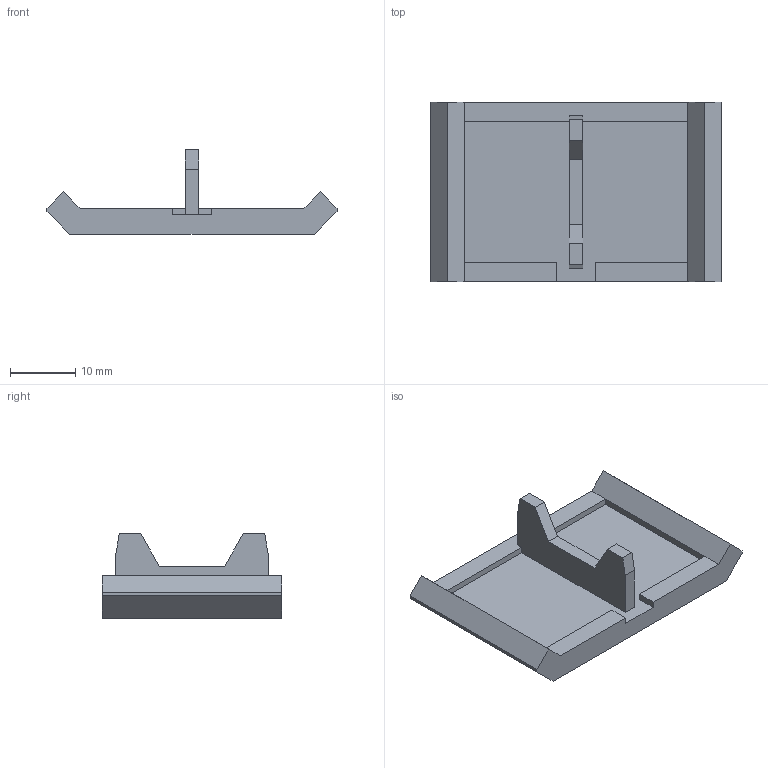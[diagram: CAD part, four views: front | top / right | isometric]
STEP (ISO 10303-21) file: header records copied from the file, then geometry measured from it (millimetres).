
FILE_DESCRIPTION (( 'STEP AP214' ), '1' );
FILE_NAME ('7266002', '2019-01-30T09:02:43', ( '' ), ('JUGARD+KÜNSTNER GmbH'), 'SwSTEP 2.0', 'SolidWorks 2017', '' );
FILE_SCHEMA (( 'AUTOMOTIVE_DESIGN' ));
Length unit declared in the file: millimetre
Products named in the file (1): 7266002
Bounding box: 44.6 x 27.6 x 13 mm (x, y, z)
Volume: 4515.3 mm3; surface area: 3529.8 mm2
Topology: 1 solids, 1 shells, 34 faces, 92 edges, 60 vertices
Faces by surface type: plane 34
Entity records: 1078 total; most frequent: CARTESIAN_POINT 187, ORIENTED_EDGE 184, DIRECTION 162, EDGE_CURVE 92, LINE 92, VECTOR 92, VERTEX_POINT 60, AXIS2_PLACEMENT_3D 35
